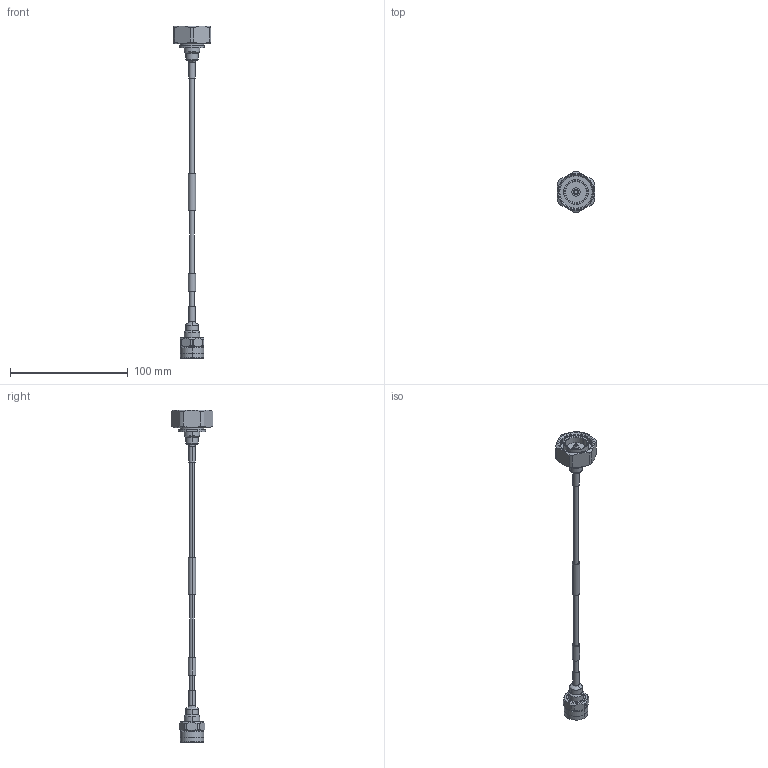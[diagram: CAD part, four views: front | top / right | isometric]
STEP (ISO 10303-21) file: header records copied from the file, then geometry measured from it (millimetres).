
FILE_DESCRIPTION (( 'STEP AP214' ), '1' );
FILE_NAME ('FMCA2508_3D.step', '2024-06-18T04:39:22', ( '' ), ( '' ), 'SwSTEP 2.0', 'SolidWorks 2022', '' );
FILE_SCHEMA (( 'AUTOMOTIVE_DESIGN' ));
Length unit declared in the file: inch
Products named in the file (5): TC-402-NM-LP-PE_3D^FMCA2508; Heat Shrink^FMCA2508; TFT-5G-402^FMCA2508; FMCA2508_3D; TC-402-716M-LP_3D^FMCA2508
Assembly tree (5 placements, depth 2):
  FMCA2508_3D
    TFT-5G-402^FMCA2508
    Heat Shrink^FMCA2508  x2
    TC-402-716M-LP_3D^FMCA2508
    TC-402-NM-LP-PE_3D^FMCA2508
Bounding box: 31.86 x 35.23 x 281.79 mm (x, y, z)
Volume: 22140.4 mm3; surface area: 14643.3 mm2
Topology: 5 solids, 5 shells, 246 faces, 548 edges, 343 vertices
Faces by surface type: cylinder 114, cone 60, plane 58, bspline 10, torus 4
Entity records: 8293 total; most frequent: CARTESIAN_POINT 2794, DIRECTION 1201, ORIENTED_EDGE 1036, EDGE_CURVE 518, AXIS2_PLACEMENT_3D 505, VERTEX_POINT 323, EDGE_LOOP 269, CIRCLE 269
